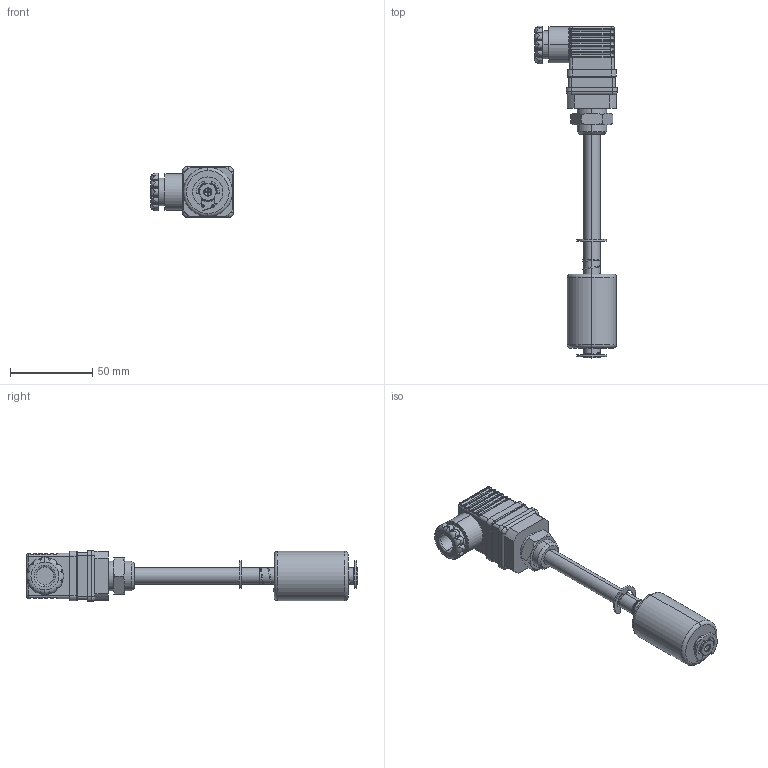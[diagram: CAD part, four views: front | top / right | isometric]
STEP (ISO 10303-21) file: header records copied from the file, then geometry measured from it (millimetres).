
FILE_DESCRIPTION (( 'STEP AP214' ), '1' );
FILE_NAME ('P33.STEP', '2020-02-12T15:42:16', ( '' ), ( '' ), 'SwSTEP 2.0', 'SolidWorks 2019', '' );
FILE_SCHEMA (( 'AUTOMOTIVE_DESIGN' ));
Length unit declared in the file: millimetre
Products named in the file (1): P33
Bounding box: 50.25 x 201.95 x 31 mm (x, y, z)
Surface area: 26728.5 mm2 (no closed solid volume)
Topology: 0 solids, 17 shells, 491 faces, 1377 edges, 884 vertices
Faces by surface type: cylinder 214, plane 133, bspline 72, torus 48, cone 14, sphere 10
Entity records: 31398 total; most frequent: CARTESIAN_POINT 14007, ORIENTED_EDGE 2458, DIRECTION 2457, EDGE_CURVE 1373, AXIS2_PLACEMENT_3D 972, VERTEX_POINT 884, CIRCLE 552, EDGE_LOOP 523
